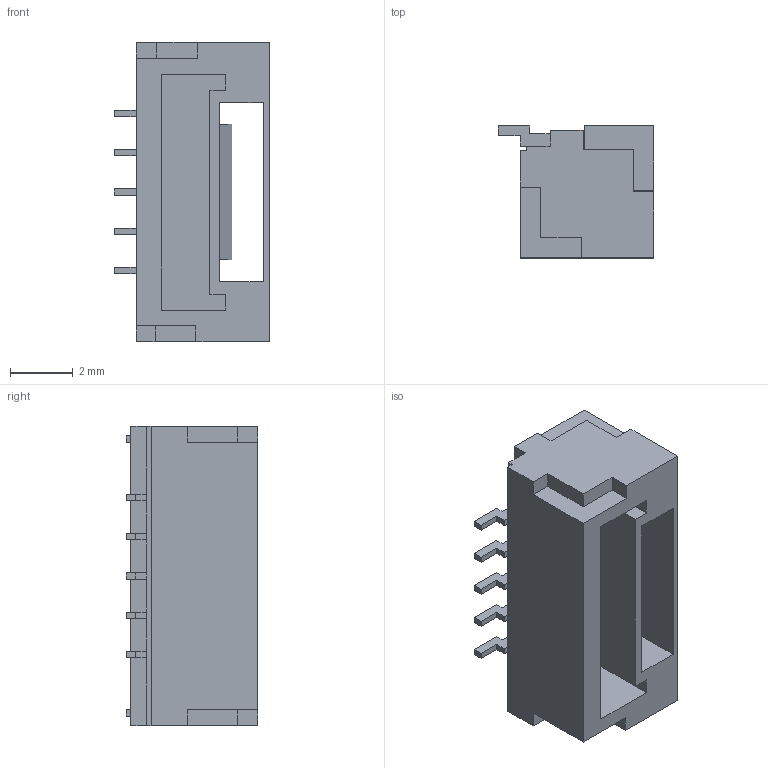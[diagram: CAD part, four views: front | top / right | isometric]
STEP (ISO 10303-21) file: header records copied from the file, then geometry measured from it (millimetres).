
FILE_DESCRIPTION (( 'STEP AP214' ), '1' );
FILE_NAME ('60751643-6036-46D7-ACC0-B8FA9CDCA994.STEP', '2023-03-14T02:42:28', ( '' ), ( '' ), 'SwSTEP 2.0', 'SolidWorks 2022', '' );
FILE_SCHEMA (( 'AUTOMOTIVE_DESIGN' ));
Length unit declared in the file: millimetre
Products named in the file (1): 60751643-6036-46D7-ACC0-B8FA9CDCA994
Bounding box: 4.95 x 4.2 x 9.52 mm (x, y, z)
Volume: 93.2 mm3; surface area: 299.1 mm2
Topology: 1 solids, 1 shells, 109 faces, 303 edges, 198 vertices
Faces by surface type: plane 109
Entity records: 4594 total; most frequent: CARTESIAN_POINT 611, ORIENTED_EDGE 606, DIRECTION 523, LINE 303, EDGE_CURVE 303, VECTOR 303, VERTEX_POINT 198, EDGE_LOOP 113
